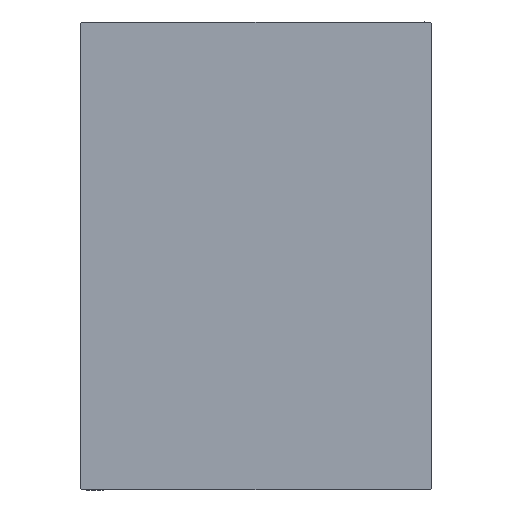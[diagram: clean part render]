
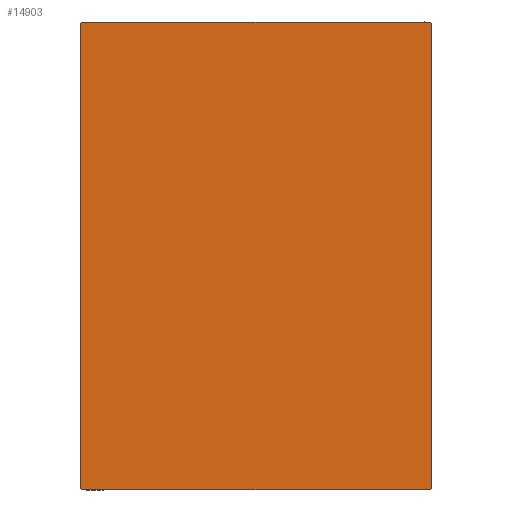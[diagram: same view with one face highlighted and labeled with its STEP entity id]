
A CAD part, left-side view. The second image highlights one B-rep face of the part: STEP entity #14903.
In plain terms, the highlighted face is planar.
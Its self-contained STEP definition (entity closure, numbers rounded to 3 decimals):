
#1422 = FACE_OUTER_BOUND ( 'NONE', #20875, .T. ) ;
#1469 = VERTEX_POINT ( 'NONE', #28820 ) ;
#2140 = CARTESIAN_POINT ( 'NONE',  ( 98., 43.6, -43.6 ) ) ;
#2853 = CARTESIAN_POINT ( 'NONE',  ( 98., -43.6, -43.6 ) ) ;
#4632 = CARTESIAN_POINT ( 'NONE',  ( 98., 37.5, 50. ) ) ;
#4900 = PLANE ( 'NONE',  #9717 ) ;
#5483 = LINE ( 'NONE', #2853, #30807 ) ;
#5744 = EDGE_CURVE ( 'NONE', #30852, #23870, #5483, .T. ) ;
#5858 = LINE ( 'NONE', #6492, #12845 ) ;
#6492 = CARTESIAN_POINT ( 'NONE',  ( 98., 43.6, 43.6 ) ) ;
#7247 = CARTESIAN_POINT ( 'NONE',  ( 98., -37.5, -49.7 ) ) ;
#8159 = EDGE_CURVE ( 'NONE', #26238, #16065, #5858, .T. ) ;
#8708 = VECTOR ( 'NONE', #25366, 1000. ) ;
#9392 = DIRECTION ( 'NONE',  ( 0., 0., -1. ) ) ;
#9717 = AXIS2_PLACEMENT_3D ( 'NONE', #11631, #27903, #38120 ) ;
#9834 = ORIENTED_EDGE ( 'NONE', *, *, #12757, .T. ) ;
#10909 = ORIENTED_EDGE ( 'NONE', *, *, #8159, .T. ) ;
#10941 = LINE ( 'NONE', #35042, #16028 ) ;
#11631 = CARTESIAN_POINT ( 'NONE',  ( 98., 0., 0. ) ) ;
#12757 = EDGE_CURVE ( 'NONE', #29855, #1469, #18639, .T. ) ;
#12845 = VECTOR ( 'NONE', #19104, 1000. ) ;
#13959 = VECTOR ( 'NONE', #25603, 1000. ) ;
#14067 = ORIENTED_EDGE ( 'NONE', *, *, #21001, .T. ) ;
#14903 = ADVANCED_FACE ( 'NONE', ( #1422 ), #4900, .T. ) ;
#15295 = CARTESIAN_POINT ( 'NONE',  ( 98., -37.2, 50. ) ) ;
#15627 = CARTESIAN_POINT ( 'NONE',  ( 98., -37.5, -50. ) ) ;
#16028 = VECTOR ( 'NONE', #9392, 1000. ) ;
#16065 = VERTEX_POINT ( 'NONE', #42399 ) ;
#16076 = CARTESIAN_POINT ( 'NONE',  ( 98., 37.5, 49.7 ) ) ;
#18298 = EDGE_CURVE ( 'NONE', #1469, #26238, #42063, .T. ) ;
#18639 = LINE ( 'NONE', #2140, #8708 ) ;
#19104 = DIRECTION ( 'NONE',  ( 0., -0.707, 0.707 ) ) ;
#19928 = ORIENTED_EDGE ( 'NONE', *, *, #18298, .T. ) ;
#20232 = VERTEX_POINT ( 'NONE', #26297 ) ;
#20875 = EDGE_LOOP ( 'NONE', ( #32786, #9834, #19928, #10909, #41518, #23593, #14067, #40460 ) ) ;
#21001 = EDGE_CURVE ( 'NONE', #20232, #30852, #10941, .T. ) ;
#21008 = VERTEX_POINT ( 'NONE', #15295 ) ;
#22014 = LINE ( 'NONE', #4632, #25488 ) ;
#22139 = LINE ( 'NONE', #15627, #13959 ) ;
#22290 = EDGE_CURVE ( 'NONE', #23870, #29855, #22139, .T. ) ;
#23593 = ORIENTED_EDGE ( 'NONE', *, *, #27279, .T. ) ;
#23870 = VERTEX_POINT ( 'NONE', #34720 ) ;
#25366 = DIRECTION ( 'NONE',  ( 0., 0.707, 0.707 ) ) ;
#25488 = VECTOR ( 'NONE', #41333, 1000. ) ;
#25550 = DIRECTION ( 'NONE',  ( 0., 0., 1. ) ) ;
#25603 = DIRECTION ( 'NONE',  ( 0., 1., 0. ) ) ;
#25660 = VECTOR ( 'NONE', #25550, 1000. ) ;
#26238 = VERTEX_POINT ( 'NONE', #16076 ) ;
#26297 = CARTESIAN_POINT ( 'NONE',  ( 98., -37.5, 49.7 ) ) ;
#27279 = EDGE_CURVE ( 'NONE', #21008, #20232, #41672, .T. ) ;
#27903 = DIRECTION ( 'NONE',  ( 1., 0., 0. ) ) ;
#28820 = CARTESIAN_POINT ( 'NONE',  ( 98., 37.5, -49.7 ) ) ;
#29855 = VERTEX_POINT ( 'NONE', #40090 ) ;
#30807 = VECTOR ( 'NONE', #42797, 1000. ) ;
#30852 = VERTEX_POINT ( 'NONE', #7247 ) ;
#31901 = DIRECTION ( 'NONE',  ( 0., -0.707, -0.707 ) ) ;
#32786 = ORIENTED_EDGE ( 'NONE', *, *, #22290, .T. ) ;
#34720 = CARTESIAN_POINT ( 'NONE',  ( 98., -37.2, -50. ) ) ;
#35042 = CARTESIAN_POINT ( 'NONE',  ( 98., -37.5, 50. ) ) ;
#36429 = EDGE_CURVE ( 'NONE', #16065, #21008, #22014, .T. ) ;
#37757 = CARTESIAN_POINT ( 'NONE',  ( 98., -43.6, 43.6 ) ) ;
#38120 = DIRECTION ( 'NONE',  ( 0., 0., -1. ) ) ;
#39053 = VECTOR ( 'NONE', #31901, 1000. ) ;
#39433 = CARTESIAN_POINT ( 'NONE',  ( 98., 37.5, -50. ) ) ;
#40090 = CARTESIAN_POINT ( 'NONE',  ( 98., 37.2, -50. ) ) ;
#40460 = ORIENTED_EDGE ( 'NONE', *, *, #5744, .T. ) ;
#41333 = DIRECTION ( 'NONE',  ( 0., -1., 0. ) ) ;
#41518 = ORIENTED_EDGE ( 'NONE', *, *, #36429, .T. ) ;
#41672 = LINE ( 'NONE', #37757, #39053 ) ;
#42063 = LINE ( 'NONE', #39433, #25660 ) ;
#42399 = CARTESIAN_POINT ( 'NONE',  ( 98., 37.2, 50. ) ) ;
#42797 = DIRECTION ( 'NONE',  ( 0., 0.707, -0.707 ) ) ;
